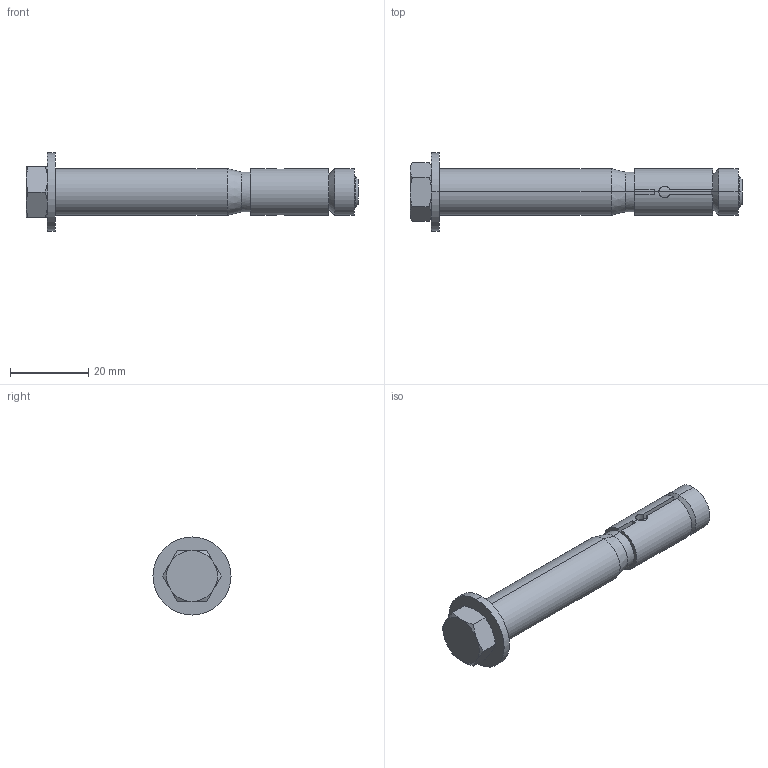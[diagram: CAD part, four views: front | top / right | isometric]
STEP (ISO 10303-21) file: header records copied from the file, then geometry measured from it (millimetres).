
FILE_DESCRIPTION (( 'STEP AP214' ), '1' );
FILE_NAME ('Q5_08-HAZ-M8-85S_S.STEP', '2022-01-20T12:23:19', ( '' ), ( '' ), 'SwSTEP 2.0', 'SolidWorks 2019', '' );
FILE_SCHEMA (( 'AUTOMOTIVE_DESIGN' ));
Length unit declared in the file: millimetre
Products named in the file (1): Q5_08-HAZ-M8-85S_S
Bounding box: 85 x 20 x 20 mm (x, y, z)
Volume: 9810.3 mm3; surface area: 8343.7 mm2
Topology: 3 solids, 3 shells, 71 faces, 180 edges, 110 vertices
Faces by surface type: plane 31, cylinder 22, cone 18
Entity records: 3227 total; most frequent: CARTESIAN_POINT 678, ORIENTED_EDGE 360, DIRECTION 360, EDGE_CURVE 180, AXIS2_PLACEMENT_3D 144, VERTEX_POINT 110, EDGE_LOOP 78, UNCERTAINTY_MEASURE_WITH_UNIT 76
